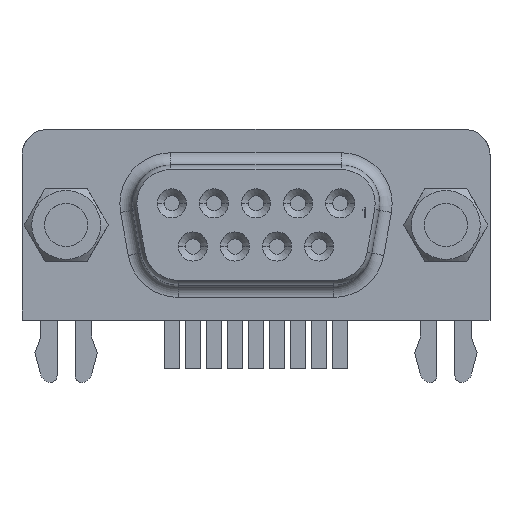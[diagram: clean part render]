
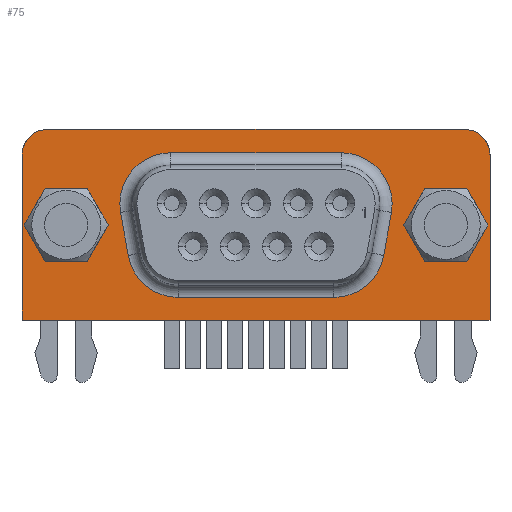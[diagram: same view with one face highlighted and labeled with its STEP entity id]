
A CAD part, top view. The second image highlights one B-rep face of the part: STEP entity #75.
In plain terms, the highlighted planar face has unit normal (0, 0, 1).
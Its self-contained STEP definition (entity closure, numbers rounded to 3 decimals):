
#75=ADVANCED_FACE('',(#384,#385,#386,#387),#388,.T.);
#384=FACE_OUTER_BOUND('',#1040,.T.);
#385=FACE_BOUND('',#1041,.T.);
#386=FACE_BOUND('',#1042,.T.);
#387=FACE_BOUND('',#1043,.T.);
#388=PLANE('',#1044);
#1040=EDGE_LOOP('',(#1764,#1765,#1766,#1767,#1768,#1769));
#1041=EDGE_LOOP('',(#1770,#1771,#1772,#1773,#1774,#1775,#1776,#1777));
#1042=EDGE_LOOP('',(#1778,#1779,#1780,#1781,#1782,#1783));
#1043=EDGE_LOOP('',(#1784,#1785,#1786,#1787,#1788,#1789));
#1044=AXIS2_PLACEMENT_3D('',#1790,#1791,#1792);
#1764=ORIENTED_EDGE('',*,*,#3796,.F.);
#1765=ORIENTED_EDGE('',*,*,#3797,.T.);
#1766=ORIENTED_EDGE('',*,*,#3798,.T.);
#1767=ORIENTED_EDGE('',*,*,#3799,.T.);
#1768=ORIENTED_EDGE('',*,*,#3800,.F.);
#1769=ORIENTED_EDGE('',*,*,#3801,.T.);
#1770=ORIENTED_EDGE('',*,*,#3783,.T.);
#1771=ORIENTED_EDGE('',*,*,#3781,.T.);
#1772=ORIENTED_EDGE('',*,*,#3795,.T.);
#1773=ORIENTED_EDGE('',*,*,#3793,.T.);
#1774=ORIENTED_EDGE('',*,*,#3791,.T.);
#1775=ORIENTED_EDGE('',*,*,#3789,.T.);
#1776=ORIENTED_EDGE('',*,*,#3787,.T.);
#1777=ORIENTED_EDGE('',*,*,#3785,.T.);
#1778=ORIENTED_EDGE('',*,*,#3802,.T.);
#1779=ORIENTED_EDGE('',*,*,#3803,.T.);
#1780=ORIENTED_EDGE('',*,*,#3804,.T.);
#1781=ORIENTED_EDGE('',*,*,#3805,.T.);
#1782=ORIENTED_EDGE('',*,*,#3806,.T.);
#1783=ORIENTED_EDGE('',*,*,#3807,.T.);
#1784=ORIENTED_EDGE('',*,*,#3808,.F.);
#1785=ORIENTED_EDGE('',*,*,#3809,.F.);
#1786=ORIENTED_EDGE('',*,*,#3810,.F.);
#1787=ORIENTED_EDGE('',*,*,#3811,.F.);
#1788=ORIENTED_EDGE('',*,*,#3812,.F.);
#1789=ORIENTED_EDGE('',*,*,#3813,.F.);
#1790=CARTESIAN_POINT('',(-15.405,6.3,-6.0));
#1791=DIRECTION('',(0.0,0.0,1.0));
#1792=DIRECTION('',(1.0,0.0,0.0));
#3781=EDGE_CURVE('',#4526,#4524,#4527,.T.);
#3783=EDGE_CURVE('',#4529,#4526,#4530,.T.);
#3785=EDGE_CURVE('',#4532,#4529,#4533,.T.);
#3787=EDGE_CURVE('',#4535,#4532,#4536,.T.);
#3789=EDGE_CURVE('',#4538,#4535,#4539,.T.);
#3791=EDGE_CURVE('',#4541,#4538,#4542,.T.);
#3793=EDGE_CURVE('',#4544,#4541,#4545,.T.);
#3795=EDGE_CURVE('',#4524,#4544,#4547,.T.);
#3796=EDGE_CURVE('',#4548,#4549,#4550,.T.);
#3797=EDGE_CURVE('',#4548,#4551,#4552,.T.);
#3798=EDGE_CURVE('',#4551,#4553,#4554,.T.);
#3799=EDGE_CURVE('',#4553,#4555,#4556,.T.);
#3800=EDGE_CURVE('',#4557,#4555,#4558,.T.);
#3801=EDGE_CURVE('',#4557,#4549,#4559,.T.);
#3802=EDGE_CURVE('',#4560,#4561,#4562,.T.);
#3803=EDGE_CURVE('',#4561,#4563,#4564,.T.);
#3804=EDGE_CURVE('',#4563,#4565,#4566,.T.);
#3805=EDGE_CURVE('',#4565,#4567,#4568,.T.);
#3806=EDGE_CURVE('',#4567,#4569,#4570,.T.);
#3807=EDGE_CURVE('',#4569,#4560,#4571,.T.);
#3808=EDGE_CURVE('',#4572,#4573,#4574,.T.);
#3809=EDGE_CURVE('',#4575,#4572,#4576,.T.);
#3810=EDGE_CURVE('',#4577,#4575,#4578,.T.);
#3811=EDGE_CURVE('',#4579,#4577,#4580,.T.);
#3812=EDGE_CURVE('',#4581,#4579,#4582,.T.);
#3813=EDGE_CURVE('',#4573,#4581,#4583,.T.);
#4524=VERTEX_POINT('',#5682);
#4526=VERTEX_POINT('',#5684);
#4527=LINE('',#5685,#5686);
#4529=VERTEX_POINT('',#5688);
#4530=CIRCLE('',#5689,3.353);
#4532=VERTEX_POINT('',#5691);
#4533=LINE('',#5692,#5693);
#4535=VERTEX_POINT('',#5695);
#4536=CIRCLE('',#5696,3.353);
#4538=VERTEX_POINT('',#5698);
#4539=LINE('',#5699,#5700);
#4541=VERTEX_POINT('',#5702);
#4542=CIRCLE('',#5703,3.353);
#4544=VERTEX_POINT('',#5705);
#4545=LINE('',#5706,#5707);
#4547=CIRCLE('',#5709,3.353);
#4548=VERTEX_POINT('',#5710);
#4549=VERTEX_POINT('',#5711);
#4550=LINE('',#5712,#5713);
#4551=VERTEX_POINT('',#5714);
#4552=CIRCLE('',#5715,1.7);
#4553=VERTEX_POINT('',#5716);
#4554=LINE('',#5717,#5718);
#4555=VERTEX_POINT('',#5719);
#4556=LINE('',#5720,#5721);
#4557=VERTEX_POINT('',#5722);
#4558=LINE('',#5723,#5724);
#4559=CIRCLE('',#5725,1.7);
#4560=VERTEX_POINT('',#5726);
#4561=VERTEX_POINT('',#5727);
#4562=LINE('',#5728,#5729);
#4563=VERTEX_POINT('',#5730);
#4564=LINE('',#5731,#5732);
#4565=VERTEX_POINT('',#5733);
#4566=LINE('',#5734,#5735);
#4567=VERTEX_POINT('',#5736);
#4568=LINE('',#5737,#5738);
#4569=VERTEX_POINT('',#5739);
#4570=LINE('',#5740,#5741);
#4571=LINE('',#5742,#5743);
#4572=VERTEX_POINT('',#5744);
#4573=VERTEX_POINT('',#5745);
#4574=LINE('',#5746,#5747);
#4575=VERTEX_POINT('',#5748);
#4576=LINE('',#5749,#5750);
#4577=VERTEX_POINT('',#5751);
#4578=LINE('',#5752,#5753);
#4579=VERTEX_POINT('',#5754);
#4580=LINE('',#5755,#5756);
#4581=VERTEX_POINT('',#5757);
#4582=LINE('',#5758,#5759);
#4583=LINE('',#5760,#5761);
#5682=CARTESIAN_POINT('',(8.415,-1.992,-6.0));
#5684=CARTESIAN_POINT('',(8.912,0.828,-6.0));
#5685=CARTESIAN_POINT('',(8.912,0.828,-6.0));
#5686=VECTOR('',#7437,2.864);
#5688=CARTESIAN_POINT('',(5.61,4.763,-6.0));
#5689=AXIS2_PLACEMENT_3D('',#7441,#7442,#7443);
#5691=CARTESIAN_POINT('',(-5.61,4.763,-6.0));
#5692=CARTESIAN_POINT('',(-5.61,4.763,-6.0));
#5693=VECTOR('',#7447,11.22);
#5695=CARTESIAN_POINT('',(-8.912,0.828,-6.0));
#5696=AXIS2_PLACEMENT_3D('',#7451,#7452,#7453);
#5698=CARTESIAN_POINT('',(-8.415,-1.992,-6.0));
#5699=CARTESIAN_POINT('',(-8.415,-1.992,-6.0));
#5700=VECTOR('',#7457,2.864);
#5702=CARTESIAN_POINT('',(-5.113,-4.763,-6.0));
#5703=AXIS2_PLACEMENT_3D('',#7461,#7462,#7463);
#5705=CARTESIAN_POINT('',(5.113,-4.763,-6.0));
#5706=CARTESIAN_POINT('',(5.113,-4.763,-6.0));
#5707=VECTOR('',#7467,10.226);
#5709=AXIS2_PLACEMENT_3D('',#7471,#7472,#7473);
#5710=CARTESIAN_POINT('',(-13.705,6.3,-6.0));
#5711=CARTESIAN_POINT('',(13.705,6.3,-6.0));
#5712=CARTESIAN_POINT('',(-13.705,6.3,-6.0));
#5713=VECTOR('',#7474,27.41);
#5714=CARTESIAN_POINT('',(-15.405,4.6,-6.0));
#5715=AXIS2_PLACEMENT_3D('',#7475,#7476,#7477);
#5716=CARTESIAN_POINT('',(-15.405,-6.25,-6.0));
#5717=CARTESIAN_POINT('',(-15.405,4.6,-6.0));
#5718=VECTOR('',#7478,10.85);
#5719=CARTESIAN_POINT('',(15.405,-6.25,-6.0));
#5720=CARTESIAN_POINT('',(-15.405,-6.25,-6.0));
#5721=VECTOR('',#7479,30.81);
#5722=CARTESIAN_POINT('',(15.405,4.6,-6.0));
#5723=CARTESIAN_POINT('',(15.405,4.6,-6.0));
#5724=VECTOR('',#7480,10.85);
#5725=AXIS2_PLACEMENT_3D('',#7481,#7482,#7483);
#5726=CARTESIAN_POINT('',(13.883,2.395,-6.0));
#5727=CARTESIAN_POINT('',(15.266,0.0,-6.0));
#5728=CARTESIAN_POINT('',(13.883,2.395,-6.0));
#5729=VECTOR('',#7484,2.766);
#5730=CARTESIAN_POINT('',(13.883,-2.395,-6.0));
#5731=CARTESIAN_POINT('',(15.266,0.0,-6.0));
#5732=VECTOR('',#7485,2.766);
#5733=CARTESIAN_POINT('',(11.117,-2.395,-6.0));
#5734=CARTESIAN_POINT('',(13.883,-2.395,-6.0));
#5735=VECTOR('',#7486,2.766);
#5736=CARTESIAN_POINT('',(9.734,0.0,-6.0));
#5737=CARTESIAN_POINT('',(11.117,-2.395,-6.0));
#5738=VECTOR('',#7487,2.766);
#5739=CARTESIAN_POINT('',(11.117,2.395,-6.0));
#5740=CARTESIAN_POINT('',(9.734,0.0,-6.0));
#5741=VECTOR('',#7488,2.766);
#5742=CARTESIAN_POINT('',(11.117,2.395,-6.0));
#5743=VECTOR('',#7489,2.766);
#5744=CARTESIAN_POINT('',(-13.883,2.395,-6.0));
#5745=CARTESIAN_POINT('',(-15.266,0.0,-6.0));
#5746=CARTESIAN_POINT('',(-13.883,2.395,-6.0));
#5747=VECTOR('',#7490,2.766);
#5748=CARTESIAN_POINT('',(-11.117,2.395,-6.0));
#5749=CARTESIAN_POINT('',(-11.117,2.395,-6.0));
#5750=VECTOR('',#7491,2.766);
#5751=CARTESIAN_POINT('',(-9.734,0.0,-6.0));
#5752=CARTESIAN_POINT('',(-9.734,0.0,-6.0));
#5753=VECTOR('',#7492,2.766);
#5754=CARTESIAN_POINT('',(-11.117,-2.395,-6.0));
#5755=CARTESIAN_POINT('',(-11.117,-2.395,-6.0));
#5756=VECTOR('',#7493,2.766);
#5757=CARTESIAN_POINT('',(-13.883,-2.395,-6.0));
#5758=CARTESIAN_POINT('',(-13.883,-2.395,-6.0));
#5759=VECTOR('',#7494,2.766);
#5760=CARTESIAN_POINT('',(-15.266,0.0,-6.0));
#5761=VECTOR('',#7495,2.766);
#7437=DIRECTION('',(-0.174,-0.985,0.0));
#7441=CARTESIAN_POINT('',(5.61,1.41,-6.0));
#7442=DIRECTION('',(0.0,0.0,-1.0));
#7443=DIRECTION('',(0.0,1.0,0.0));
#7447=DIRECTION('',(1.0,0.,0.0));
#7451=CARTESIAN_POINT('',(-5.61,1.41,-6.0));
#7452=DIRECTION('',(-0.0,0.0,-1.0));
#7453=DIRECTION('',(-0.985,-0.174,0.0));
#7457=DIRECTION('',(-0.174,0.985,0.0));
#7461=CARTESIAN_POINT('',(-5.113,-1.41,-6.0));
#7462=DIRECTION('',(0.0,0.0,-1.0));
#7463=DIRECTION('',(0.0,-1.0,0.0));
#7467=DIRECTION('',(-1.0,0.,0.0));
#7471=CARTESIAN_POINT('',(5.113,-1.41,-6.0));
#7472=DIRECTION('',(0.0,0.0,-1.0));
#7473=DIRECTION('',(0.985,-0.174,0.0));
#7474=DIRECTION('',(1.0,0.0,0.0));
#7475=CARTESIAN_POINT('',(-13.705,4.6,-6.0));
#7476=DIRECTION('',(0.0,-0.0,1.0));
#7477=DIRECTION('',(0.0,1.0,0.0));
#7478=DIRECTION('',(0.0,-1.0,0.0));
#7479=DIRECTION('',(1.0,0.0,0.0));
#7480=DIRECTION('',(0.0,-1.0,0.0));
#7481=CARTESIAN_POINT('',(13.705,4.6,-6.0));
#7482=DIRECTION('',(0.0,0.0,1.0));
#7483=DIRECTION('',(1.0,0.0,0.0));
#7484=DIRECTION('',(0.5,-0.866,0.0));
#7485=DIRECTION('',(-0.5,-0.866,0.0));
#7486=DIRECTION('',(-1.0,0.0,0.0));
#7487=DIRECTION('',(-0.5,0.866,0.0));
#7488=DIRECTION('',(0.5,0.866,0.0));
#7489=DIRECTION('',(1.0,0.0,0.0));
#7490=DIRECTION('',(-0.5,-0.866,0.0));
#7491=DIRECTION('',(-1.0,0.0,0.0));
#7492=DIRECTION('',(-0.5,0.866,0.0));
#7493=DIRECTION('',(0.5,0.866,0.0));
#7494=DIRECTION('',(1.0,0.0,0.0));
#7495=DIRECTION('',(0.5,-0.866,0.0));
